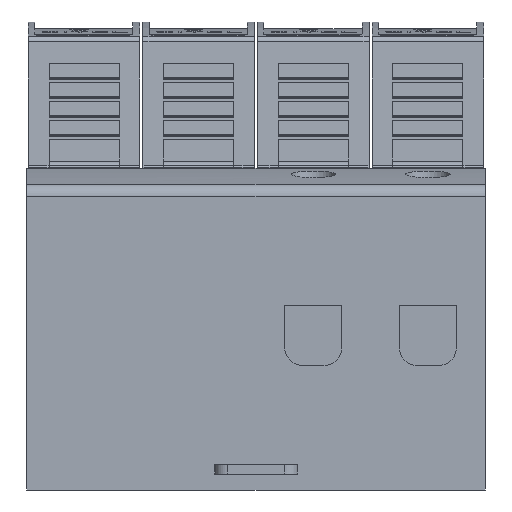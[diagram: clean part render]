
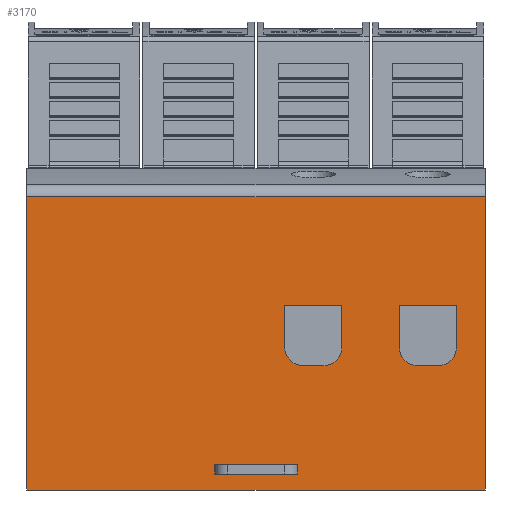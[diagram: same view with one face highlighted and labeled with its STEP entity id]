
A CAD part, front view. The second image highlights one B-rep face of the part: STEP entity #3170.
In plain terms, the highlighted planar face has unit normal (0, -1, 0).
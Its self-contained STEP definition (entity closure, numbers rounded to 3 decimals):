
#3170=ADVANCED_FACE('',(#6418,#6419,#6420,#6421),#6422,.T.);
#6418=FACE_BOUND('',#9672,.T.);
#6419=FACE_BOUND('',#9673,.T.);
#6420=FACE_BOUND('',#9674,.T.);
#6421=FACE_OUTER_BOUND('',#9675,.T.);
#6422=PLANE('',#9676);
#9672=EDGE_LOOP('',(#19641,#19642,#19643,#19644));
#9673=EDGE_LOOP('',(#19645,#19646,#19647,#19648,#19649,#19650));
#9674=EDGE_LOOP('',(#19651,#19652,#19653,#19654,#19655,#19656));
#9675=EDGE_LOOP('',(#19657,#19658,#19659,#19660));
#9676=AXIS2_PLACEMENT_3D('',#19661,#19662,#19663);
#19641=ORIENTED_EDGE('',*,*,#20624,.T.);
#19642=ORIENTED_EDGE('',*,*,#20609,.T.);
#19643=ORIENTED_EDGE('',*,*,#20659,.T.);
#19644=ORIENTED_EDGE('',*,*,#20664,.T.);
#19645=ORIENTED_EDGE('',*,*,#20710,.T.);
#19646=ORIENTED_EDGE('',*,*,#20714,.T.);
#19647=ORIENTED_EDGE('',*,*,#20718,.T.);
#19648=ORIENTED_EDGE('',*,*,#20697,.T.);
#19649=ORIENTED_EDGE('',*,*,#20702,.T.);
#19650=ORIENTED_EDGE('',*,*,#20706,.T.);
#19651=ORIENTED_EDGE('',*,*,#20735,.T.);
#19652=ORIENTED_EDGE('',*,*,#20739,.T.);
#19653=ORIENTED_EDGE('',*,*,#20743,.T.);
#19654=ORIENTED_EDGE('',*,*,#20722,.T.);
#19655=ORIENTED_EDGE('',*,*,#20727,.T.);
#19656=ORIENTED_EDGE('',*,*,#20731,.T.);
#19657=ORIENTED_EDGE('',*,*,#23766,.T.);
#19658=ORIENTED_EDGE('',*,*,#23767,.F.);
#19659=ORIENTED_EDGE('',*,*,#23768,.T.);
#19660=ORIENTED_EDGE('',*,*,#23763,.T.);
#19661=CARTESIAN_POINT('',(-36.0,0.0,23.014));
#19662=DIRECTION('',(0.0,-1.0,0.0));
#19663=DIRECTION('',(0.,0.0,-1.0));
#20609=EDGE_CURVE('',#25258,#25259,#25260,.T.);
#20624=EDGE_CURVE('',#25287,#25258,#25288,.T.);
#20659=EDGE_CURVE('',#25259,#25335,#25336,.T.);
#20664=EDGE_CURVE('',#25335,#25287,#25341,.T.);
#20697=EDGE_CURVE('',#25390,#25391,#25392,.T.);
#20702=EDGE_CURVE('',#25391,#25399,#25400,.T.);
#20706=EDGE_CURVE('',#25399,#25405,#25406,.T.);
#20710=EDGE_CURVE('',#25405,#25411,#25412,.T.);
#20714=EDGE_CURVE('',#25411,#25417,#25418,.T.);
#20718=EDGE_CURVE('',#25417,#25390,#25423,.T.);
#20722=EDGE_CURVE('',#25427,#25428,#25429,.T.);
#20727=EDGE_CURVE('',#25428,#25436,#25437,.T.);
#20731=EDGE_CURVE('',#25436,#25442,#25443,.T.);
#20735=EDGE_CURVE('',#25442,#25448,#25449,.T.);
#20739=EDGE_CURVE('',#25448,#25454,#25455,.T.);
#20743=EDGE_CURVE('',#25454,#25427,#25460,.T.);
#23763=EDGE_CURVE('',#29692,#29690,#29693,.T.);
#23766=EDGE_CURVE('',#29690,#29696,#29697,.T.);
#23767=EDGE_CURVE('',#29698,#29696,#29699,.T.);
#23768=EDGE_CURVE('',#29698,#29692,#29700,.T.);
#25258=VERTEX_POINT('',#33169);
#25259=VERTEX_POINT('',#33170);
#25260=LINE('',#33171,#33172);
#25287=VERTEX_POINT('',#33206);
#25288=LINE('',#33207,#33208);
#25335=VERTEX_POINT('',#33273);
#25336=LINE('',#33274,#33275);
#25341=LINE('',#33281,#33282);
#25390=VERTEX_POINT('',#33349);
#25391=VERTEX_POINT('',#33350);
#25392=LINE('',#33351,#33352);
#25399=VERTEX_POINT('',#33362);
#25400=CIRCLE('',#33363,3.);
#25405=VERTEX_POINT('',#33369);
#25406=LINE('',#33370,#33371);
#25411=VERTEX_POINT('',#33378);
#25412=CIRCLE('',#33379,3.);
#25417=VERTEX_POINT('',#33385);
#25418=LINE('',#33386,#33387);
#25423=LINE('',#33394,#33395);
#25427=VERTEX_POINT('',#33400);
#25428=VERTEX_POINT('',#33401);
#25429=LINE('',#33402,#33403);
#25436=VERTEX_POINT('',#33413);
#25437=CIRCLE('',#33414,3.);
#25442=VERTEX_POINT('',#33420);
#25443=LINE('',#33421,#33422);
#25448=VERTEX_POINT('',#33429);
#25449=CIRCLE('',#33430,3.);
#25454=VERTEX_POINT('',#33436);
#25455=LINE('',#33437,#33438);
#25460=LINE('',#33445,#33446);
#29690=VERTEX_POINT('',#40396);
#29692=VERTEX_POINT('',#40399);
#29693=LINE('',#40400,#40401);
#29696=VERTEX_POINT('',#40405);
#29697=LINE('',#40406,#40407);
#29698=VERTEX_POINT('',#40408);
#29699=LINE('',#40409,#40410);
#29700=LINE('',#40411,#40412);
#33169=CARTESIAN_POINT('',(6.5,0.0,2.5));
#33170=CARTESIAN_POINT('',(-6.5,0.0,2.5));
#33171=CARTESIAN_POINT('',(-18.0,0.0,2.5));
#33172=VECTOR('',#41738,1.0);
#33206=CARTESIAN_POINT('',(6.5,0.0,4.0));
#33207=CARTESIAN_POINT('',(6.5,0.0,12.757));
#33208=VECTOR('',#41764,1.0);
#33273=CARTESIAN_POINT('',(-6.5,0.0,4.0));
#33274=CARTESIAN_POINT('',(-6.5,0.0,12.757));
#33275=VECTOR('',#41798,1.0);
#33281=CARTESIAN_POINT('',(-18.0,0.0,4.0));
#33282=VECTOR('',#41803,1.0);
#33349=CARTESIAN_POINT('',(13.5,0.0,28.996));
#33350=CARTESIAN_POINT('',(13.5,0.0,22.5));
#33351=CARTESIAN_POINT('',(13.5,0.0,24.381));
#33352=VECTOR('',#41834,1.0);
#33362=CARTESIAN_POINT('',(10.5,0.0,19.5));
#33363=AXIS2_PLACEMENT_3D('',#41838,#41839,#41840);
#33369=CARTESIAN_POINT('',(7.5,0.0,19.5));
#33370=CARTESIAN_POINT('',(-13.5,0.0,19.5));
#33371=VECTOR('',#41845,1.0);
#33378=CARTESIAN_POINT('',(4.5,0.0,22.5));
#33379=AXIS2_PLACEMENT_3D('',#41848,#41849,#41850);
#33385=CARTESIAN_POINT('',(4.5,0.0,28.996));
#33386=CARTESIAN_POINT('',(4.5,0.0,24.381));
#33387=VECTOR('',#41855,1.0);
#33394=CARTESIAN_POINT('',(-13.5,0.0,28.996));
#33395=VECTOR('',#41858,1.0);
#33400=CARTESIAN_POINT('',(31.5,0.0,28.996));
#33401=CARTESIAN_POINT('',(31.5,0.0,22.5));
#33402=CARTESIAN_POINT('',(31.5,0.0,24.381));
#33403=VECTOR('',#41860,1.0);
#33413=CARTESIAN_POINT('',(28.5,0.0,19.5));
#33414=AXIS2_PLACEMENT_3D('',#41864,#41865,#41866);
#33420=CARTESIAN_POINT('',(25.5,0.0,19.5));
#33421=CARTESIAN_POINT('',(-4.5,0.0,19.5));
#33422=VECTOR('',#41871,1.0);
#33429=CARTESIAN_POINT('',(22.5,0.0,22.5));
#33430=AXIS2_PLACEMENT_3D('',#41874,#41875,#41876);
#33436=CARTESIAN_POINT('',(22.5,0.0,28.996));
#33437=CARTESIAN_POINT('',(22.5,0.0,24.381));
#33438=VECTOR('',#41881,1.0);
#33445=CARTESIAN_POINT('',(-4.5,0.0,28.996));
#33446=VECTOR('',#41884,1.0);
#40396=CARTESIAN_POINT('',(36.0,0.0,0.));
#40399=CARTESIAN_POINT('',(-36.0,0.0,0.));
#40400=CARTESIAN_POINT('',(-36.0,0.0,0.));
#40401=VECTOR('',#44840,1.0);
#40405=CARTESIAN_POINT('',(36.0,0.0,46.028));
#40406=CARTESIAN_POINT('',(36.0,0.0,46.028));
#40407=VECTOR('',#44842,1.0);
#40408=CARTESIAN_POINT('',(-36.0,0.0,46.028));
#40409=CARTESIAN_POINT('',(-36.0,0.0,46.028));
#40410=VECTOR('',#44843,1.0);
#40411=CARTESIAN_POINT('',(-36.0,0.0,46.028));
#40412=VECTOR('',#44844,1.0);
#41738=DIRECTION('',(-1.0,-0.0,0.0));
#41764=DIRECTION('',(0.0,0.0,-1.0));
#41798=DIRECTION('',(0.0,0.0,1.0));
#41803=DIRECTION('',(1.0,0.0,0.0));
#41834=DIRECTION('',(0.0,0.0,-1.0));
#41838=CARTESIAN_POINT('',(10.5,0.0,22.5));
#41839=DIRECTION('',(-0.0,1.0,0.0));
#41840=DIRECTION('',(1.0,0.0,0.0));
#41845=DIRECTION('',(-1.0,-0.0,0.0));
#41848=CARTESIAN_POINT('',(7.5,0.0,22.5));
#41849=DIRECTION('',(-0.0,1.0,0.0));
#41850=DIRECTION('',(1.0,0.0,0.0));
#41855=DIRECTION('',(0.0,0.0,1.0));
#41858=DIRECTION('',(1.0,0.0,0.0));
#41860=DIRECTION('',(0.0,0.0,-1.0));
#41864=CARTESIAN_POINT('',(28.5,0.0,22.5));
#41865=DIRECTION('',(-0.0,1.0,0.0));
#41866=DIRECTION('',(1.0,0.0,0.0));
#41871=DIRECTION('',(-1.0,-0.0,0.0));
#41874=CARTESIAN_POINT('',(25.5,0.0,22.5));
#41875=DIRECTION('',(-0.0,1.0,0.0));
#41876=DIRECTION('',(1.0,0.0,0.0));
#41881=DIRECTION('',(0.0,0.0,1.0));
#41884=DIRECTION('',(1.0,0.0,0.0));
#44840=DIRECTION('',(1.0,0.0,0.));
#44842=DIRECTION('',(0.,-0.0,1.0));
#44843=DIRECTION('',(1.0,0.0,0.));
#44844=DIRECTION('',(0.,0.0,-1.0));
